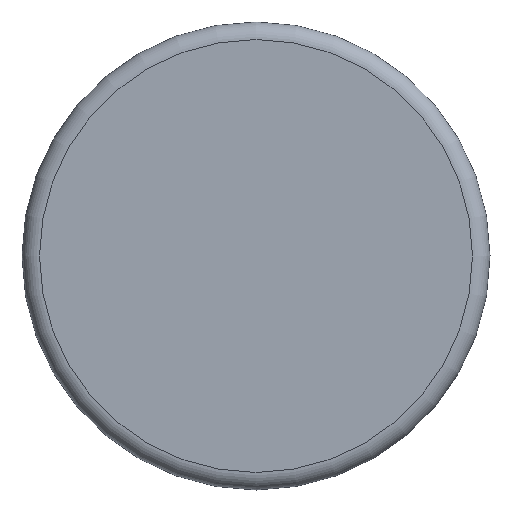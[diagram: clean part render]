
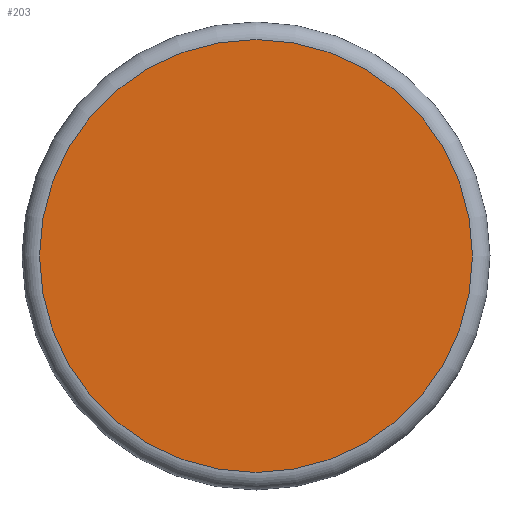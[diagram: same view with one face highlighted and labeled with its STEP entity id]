
A CAD part, left-side view. The second image highlights one B-rep face of the part: STEP entity #203.
In plain terms, the highlighted planar face has unit normal (-1, 0, 0).
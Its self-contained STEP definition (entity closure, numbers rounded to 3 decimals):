
#203 = ADVANCED_FACE( '', ( #421 ), #422, .F. );
#421 = FACE_OUTER_BOUND( '', #638, .T. );
#422 = PLANE( '', #639 );
#638 = EDGE_LOOP( '', ( #1179 ) );
#639 = AXIS2_PLACEMENT_3D( '', #1180, #1181, #1182 );
#1179 = ORIENTED_EDGE( '', *, *, #1374, .F. );
#1180 = CARTESIAN_POINT( '', ( 0., 0., 0. ) );
#1181 = DIRECTION( '', ( 1., 0., 0. ) );
#1182 = DIRECTION( '', ( 0., 0., -1. ) );
#1374 = EDGE_CURVE( '', #1687, #1687, #1688, .T. );
#1687 = VERTEX_POINT( '', #2058 );
#1688 = CIRCLE( '', #2059, 18.5 );
#2058 = CARTESIAN_POINT( '', ( 0., 0., -18.5 ) );
#2059 = AXIS2_PLACEMENT_3D( '', #2413, #2414, #2415 );
#2413 = CARTESIAN_POINT( '', ( 0., 0., 0. ) );
#2414 = DIRECTION( '', ( 1., 0., 0. ) );
#2415 = DIRECTION( '', ( 0., 0., -1. ) );
